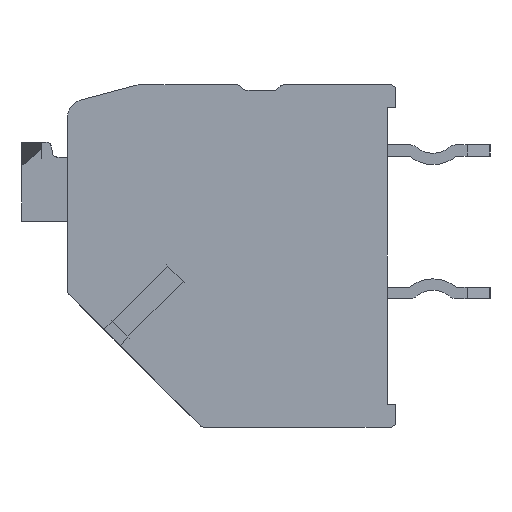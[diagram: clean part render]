
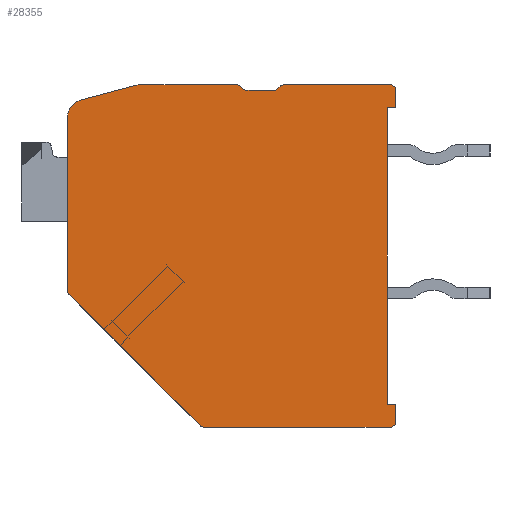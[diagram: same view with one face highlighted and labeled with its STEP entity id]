
A CAD part, left-side view. The second image highlights one B-rep face of the part: STEP entity #28355.
In plain terms, the highlighted planar face has unit normal (-1, 0, 0).
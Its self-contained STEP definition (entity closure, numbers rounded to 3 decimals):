
#9211=CARTESIAN_POINT('',(-80.5,5.15,4.883));
#9212=DIRECTION('',(1.,0.,0.));
#9213=DIRECTION('',(0.,1.,0.));
#9214=AXIS2_PLACEMENT_3D('',#9211,#9212,#9213);
#9216=DIRECTION('',(0.,-0.966,0.259));
#9217=VECTOR('',#9216,1.997);
#9218=CARTESIAN_POINT('',(-80.5,5.305,5.463));
#9219=LINE('',#9218,#9217);
#9220=CARTESIAN_POINT('',(-80.5,3.221,5.4));
#9221=DIRECTION('',(1.,0.,0.));
#9222=DIRECTION('',(0.,0.259,0.966));
#9223=AXIS2_PLACEMENT_3D('',#9220,#9221,#9222);
#9225=DIRECTION('',(0.,-1.,0.));
#9226=VECTOR('',#9225,3.388);
#9227=CARTESIAN_POINT('',(-80.5,3.221,6.));
#9228=LINE('',#9227,#9226);
#9229=CARTESIAN_POINT('',(-80.5,-0.167,5.8));
#9230=DIRECTION('',(1.,0.,0.));
#9231=DIRECTION('',(0.,0.,1.));
#9232=AXIS2_PLACEMENT_3D('',#9229,#9230,#9231);
#9234=DIRECTION('',(0.,-0.707,-0.707));
#9235=VECTOR('',#9234,0.117);
#9236=CARTESIAN_POINT('',(-80.5,-0.309,5.941));
#9237=LINE('',#9236,#9235);
#9238=CARTESIAN_POINT('',(-80.5,-0.533,6.));
#9239=DIRECTION('',(-1.,0.,0.));
#9240=DIRECTION('',(0.,0.707,-0.707));
#9241=AXIS2_PLACEMENT_3D('',#9238,#9239,#9240);
#9243=DIRECTION('',(0.,-1.,0.));
#9244=VECTOR('',#9243,0.934);
#9245=CARTESIAN_POINT('',(-80.5,-0.533,5.8));
#9246=LINE('',#9245,#9244);
#9247=CARTESIAN_POINT('',(-80.5,-1.467,6.));
#9248=DIRECTION('',(-1.,0.,0.));
#9249=DIRECTION('',(0.,0.,-1.));
#9250=AXIS2_PLACEMENT_3D('',#9247,#9248,#9249);
#9252=DIRECTION('',(0.,-0.707,0.707));
#9253=VECTOR('',#9252,0.117);
#9254=CARTESIAN_POINT('',(-80.5,-1.609,5.859));
#9255=LINE('',#9254,#9253);
#9256=CARTESIAN_POINT('',(-80.5,-1.833,5.8));
#9257=DIRECTION('',(1.,0.,0.));
#9258=DIRECTION('',(0.,0.707,0.707));
#9259=AXIS2_PLACEMENT_3D('',#9256,#9257,#9258);
#9261=DIRECTION('',(0.,-1.,0.));
#9262=VECTOR('',#9261,3.717);
#9263=CARTESIAN_POINT('',(-80.5,-1.833,6.));
#9264=LINE('',#9263,#9262);
#9265=CARTESIAN_POINT('',(-80.5,-5.55,5.8));
#9266=DIRECTION('',(1.,0.,0.));
#9267=DIRECTION('',(0.,0.,1.));
#9268=AXIS2_PLACEMENT_3D('',#9265,#9266,#9267);
#9270=DIRECTION('',(0.,0.,-1.));
#9271=VECTOR('',#9270,0.6);
#9272=CARTESIAN_POINT('',(-80.5,-5.75,5.8));
#9273=LINE('',#9272,#9271);
#9274=DIRECTION('',(0.,1.,0.));
#9275=VECTOR('',#9274,0.3);
#9276=CARTESIAN_POINT('',(-80.5,-5.75,5.2));
#9277=LINE('',#9276,#9275);
#9278=DIRECTION('',(0.,0.,-1.));
#9279=VECTOR('',#9278,10.4);
#9280=CARTESIAN_POINT('',(-80.5,-5.45,5.2));
#9281=LINE('',#9280,#9279);
#9282=DIRECTION('',(0.,-1.,0.));
#9283=VECTOR('',#9282,0.3);
#9284=CARTESIAN_POINT('',(-80.5,-5.45,-5.2));
#9285=LINE('',#9284,#9283);
#9286=DIRECTION('',(0.,0.,-1.));
#9287=VECTOR('',#9286,0.6);
#9288=CARTESIAN_POINT('',(-80.5,-5.75,-5.2));
#9289=LINE('',#9288,#9287);
#9290=CARTESIAN_POINT('',(-80.5,-5.55,-5.8));
#9291=DIRECTION('',(1.,0.,0.));
#9292=DIRECTION('',(0.,-1.,0.));
#9293=AXIS2_PLACEMENT_3D('',#9290,#9291,#9292);
#9295=DIRECTION('',(0.,1.,0.));
#9296=VECTOR('',#9295,6.515);
#9297=CARTESIAN_POINT('',(-80.5,-5.55,-6.));
#9298=LINE('',#9297,#9296);
#9299=CARTESIAN_POINT('',(-80.5,0.965,-5.8));
#9300=DIRECTION('',(1.,0.,0.));
#9301=DIRECTION('',(0.,0.,-1.));
#9302=AXIS2_PLACEMENT_3D('',#9299,#9300,#9301);
#9304=DIRECTION('',(0.,0.707,0.707));
#9305=VECTOR('',#9304,6.484);
#9306=CARTESIAN_POINT('',(-80.5,1.107,-5.941));
#9307=LINE('',#9306,#9305);
#9308=CARTESIAN_POINT('',(-80.5,5.55,-1.215));
#9309=DIRECTION('',(1.,0.,0.));
#9310=DIRECTION('',(0.,0.707,-0.707));
#9311=AXIS2_PLACEMENT_3D('',#9308,#9309,#9310);
#9313=DIRECTION('',(0.,0.,1.));
#9314=VECTOR('',#9313,6.098);
#9315=CARTESIAN_POINT('',(-80.5,5.75,-1.215));
#9316=LINE('',#9315,#9314);
#12629=CARTESIAN_POINT('',(-80.5,5.75,4.883));
#12630=CARTESIAN_POINT('',(-80.5,5.305,5.463));
#12631=VERTEX_POINT('',#12629);
#12632=VERTEX_POINT('',#12630);
#12633=CARTESIAN_POINT('',(-80.5,3.376,5.98));
#12634=VERTEX_POINT('',#12633);
#12635=CARTESIAN_POINT('',(-80.5,3.221,6.));
#12636=VERTEX_POINT('',#12635);
#12637=CARTESIAN_POINT('',(-80.5,-0.167,6.));
#12638=VERTEX_POINT('',#12637);
#12639=CARTESIAN_POINT('',(-80.5,-0.309,5.941));
#12640=VERTEX_POINT('',#12639);
#12641=CARTESIAN_POINT('',(-80.5,-0.391,5.859));
#12642=VERTEX_POINT('',#12641);
#12643=CARTESIAN_POINT('',(-80.5,-0.533,5.8));
#12644=VERTEX_POINT('',#12643);
#12645=CARTESIAN_POINT('',(-80.5,-1.467,5.8));
#12646=VERTEX_POINT('',#12645);
#12647=CARTESIAN_POINT('',(-80.5,-1.609,5.859));
#12648=VERTEX_POINT('',#12647);
#12649=CARTESIAN_POINT('',(-80.5,-1.691,5.941));
#12650=VERTEX_POINT('',#12649);
#12651=CARTESIAN_POINT('',(-80.5,-1.833,6.));
#12652=VERTEX_POINT('',#12651);
#12653=CARTESIAN_POINT('',(-80.5,-5.55,6.));
#12654=VERTEX_POINT('',#12653);
#12655=CARTESIAN_POINT('',(-80.5,-5.75,5.8));
#12656=VERTEX_POINT('',#12655);
#12657=CARTESIAN_POINT('',(-80.5,-5.75,5.2));
#12658=VERTEX_POINT('',#12657);
#12659=CARTESIAN_POINT('',(-80.5,-5.45,5.2));
#12660=VERTEX_POINT('',#12659);
#12661=CARTESIAN_POINT('',(-80.5,-5.45,-5.2));
#12662=VERTEX_POINT('',#12661);
#12663=CARTESIAN_POINT('',(-80.5,-5.75,-5.2));
#12664=VERTEX_POINT('',#12663);
#12665=CARTESIAN_POINT('',(-80.5,-5.75,-5.8));
#12666=VERTEX_POINT('',#12665);
#12667=CARTESIAN_POINT('',(-80.5,-5.55,-6.));
#12668=VERTEX_POINT('',#12667);
#12669=CARTESIAN_POINT('',(-80.5,0.965,-6.));
#12670=VERTEX_POINT('',#12669);
#12671=CARTESIAN_POINT('',(-80.5,1.107,-5.941));
#12672=VERTEX_POINT('',#12671);
#12673=CARTESIAN_POINT('',(-80.5,5.691,-1.357));
#12674=VERTEX_POINT('',#12673);
#12675=CARTESIAN_POINT('',(-80.5,5.75,-1.215));
#12676=VERTEX_POINT('',#12675);
#28324=CARTESIAN_POINT('',(-80.5,0.,0.));
#28325=DIRECTION('',(1.,0.,0.));
#28326=DIRECTION('',(0.,0.,-1.));
#28327=AXIS2_PLACEMENT_3D('',#28324,#28325,#28326);
#28328=PLANE('',#28327);
#28329=ORIENTED_EDGE('',*,*,#16171,.T.);
#28330=ORIENTED_EDGE('',*,*,#16186,.T.);
#28331=ORIENTED_EDGE('',*,*,#16200,.T.);
#28332=ORIENTED_EDGE('',*,*,#16214,.T.);
#28333=ORIENTED_EDGE('',*,*,#16228,.T.);
#28334=ORIENTED_EDGE('',*,*,#16242,.T.);
#28335=ORIENTED_EDGE('',*,*,#16256,.T.);
#28336=ORIENTED_EDGE('',*,*,#16270,.T.);
#28337=ORIENTED_EDGE('',*,*,#16284,.T.);
#28338=ORIENTED_EDGE('',*,*,#16298,.T.);
#28339=ORIENTED_EDGE('',*,*,#16312,.T.);
#28340=ORIENTED_EDGE('',*,*,#16326,.T.);
#28341=ORIENTED_EDGE('',*,*,#16340,.T.);
#28342=ORIENTED_EDGE('',*,*,#16354,.T.);
#28343=ORIENTED_EDGE('',*,*,#16368,.T.);
#28344=ORIENTED_EDGE('',*,*,#16382,.T.);
#28345=ORIENTED_EDGE('',*,*,#16626,.T.);
#28346=ORIENTED_EDGE('',*,*,#16640,.T.);
#28347=ORIENTED_EDGE('',*,*,#16654,.T.);
#28348=ORIENTED_EDGE('',*,*,#16668,.T.);
#28349=ORIENTED_EDGE('',*,*,#16682,.T.);
#28350=ORIENTED_EDGE('',*,*,#16705,.T.);
#28351=ORIENTED_EDGE('',*,*,#17541,.T.);
#28352=ORIENTED_EDGE('',*,*,#17749,.T.);
#28353=EDGE_LOOP('',(#28329,#28330,#28331,#28332,#28333,#28334,#28335,#28336,
#28337,#28338,#28339,#28340,#28341,#28342,#28343,#28344,#28345,#28346,#28347,
#28348,#28349,#28350,#28351,#28352));
#28354=FACE_OUTER_BOUND('',#28353,.F.);
#9215=CIRCLE('',#9214,0.6);
#9224=CIRCLE('',#9223,0.6);
#9233=CIRCLE('',#9232,0.2);
#9242=CIRCLE('',#9241,0.2);
#9251=CIRCLE('',#9250,0.2);
#9260=CIRCLE('',#9259,0.2);
#9269=CIRCLE('',#9268,0.2);
#9294=CIRCLE('',#9293,0.2);
#9303=CIRCLE('',#9302,0.2);
#9312=CIRCLE('',#9311,0.2);
#16171=EDGE_CURVE('',#12631,#12632,#9215,.T.);
#16186=EDGE_CURVE('',#12632,#12634,#9219,.T.);
#16200=EDGE_CURVE('',#12634,#12636,#9224,.T.);
#16214=EDGE_CURVE('',#12636,#12638,#9228,.T.);
#16228=EDGE_CURVE('',#12638,#12640,#9233,.T.);
#16242=EDGE_CURVE('',#12640,#12642,#9237,.T.);
#16256=EDGE_CURVE('',#12642,#12644,#9242,.T.);
#16270=EDGE_CURVE('',#12644,#12646,#9246,.T.);
#16284=EDGE_CURVE('',#12646,#12648,#9251,.T.);
#16298=EDGE_CURVE('',#12648,#12650,#9255,.T.);
#16312=EDGE_CURVE('',#12650,#12652,#9260,.T.);
#16326=EDGE_CURVE('',#12652,#12654,#9264,.T.);
#16340=EDGE_CURVE('',#12654,#12656,#9269,.T.);
#16354=EDGE_CURVE('',#12656,#12658,#9273,.T.);
#16368=EDGE_CURVE('',#12658,#12660,#9277,.T.);
#16382=EDGE_CURVE('',#12660,#12662,#9281,.T.);
#16626=EDGE_CURVE('',#12662,#12664,#9285,.T.);
#16640=EDGE_CURVE('',#12664,#12666,#9289,.T.);
#16654=EDGE_CURVE('',#12666,#12668,#9294,.T.);
#16668=EDGE_CURVE('',#12668,#12670,#9298,.T.);
#16682=EDGE_CURVE('',#12670,#12672,#9303,.T.);
#16705=EDGE_CURVE('',#12672,#12674,#9307,.T.);
#17541=EDGE_CURVE('',#12674,#12676,#9312,.T.);
#17749=EDGE_CURVE('',#12676,#12631,#9316,.T.);
#28355=ADVANCED_FACE('',(#28354),#28328,.F.);
